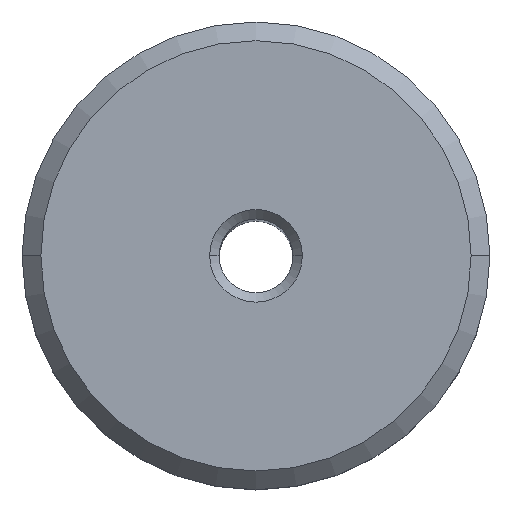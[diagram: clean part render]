
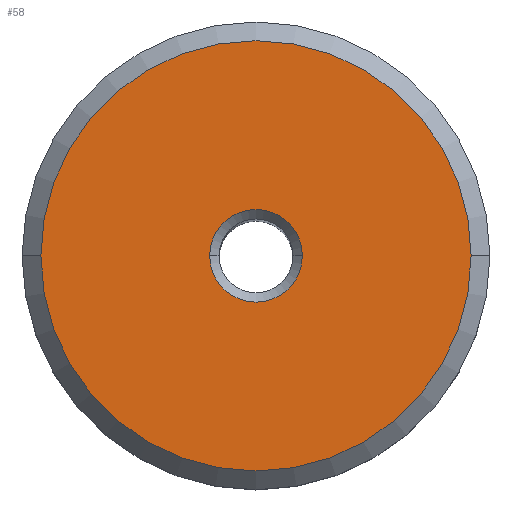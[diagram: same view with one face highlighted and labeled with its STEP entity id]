
A CAD part, top view. The second image highlights one B-rep face of the part: STEP entity #58.
In plain terms, the highlighted planar face has unit normal (0, 0, 1).
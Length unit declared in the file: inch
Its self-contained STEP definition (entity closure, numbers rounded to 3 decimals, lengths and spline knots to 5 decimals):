
#21 = ORIENTED_EDGE ( 'NONE', *, *, #906, .T. ) ;
#22 = CARTESIAN_POINT ( 'NONE',  ( 0.34402, 0., 0. ) ) ;
#49 = AXIS2_PLACEMENT_3D ( 'NONE', #456, #539, #114 ) ;
#58 = ADVANCED_FACE ( 'NONE', ( #1036, #112 ), #259, .F. ) ;
#69 = CIRCLE ( 'NONE', #49, 0.34402 ) ;
#71 = VERTEX_POINT ( 'NONE', #266 ) ;
#112 = FACE_BOUND ( 'NONE', #1090, .T. ) ;
#114 = DIRECTION ( 'NONE',  ( -1., 0., 0. ) ) ;
#122 = EDGE_CURVE ( 'NONE', #71, #894, #300, .T. ) ;
#140 = EDGE_CURVE ( 'NONE', #261, #380, #244, .T. ) ;
#193 = CIRCLE ( 'NONE', #316, 0.07405 ) ;
#194 = DIRECTION ( 'NONE',  ( -1., 0., 0. ) ) ;
#235 = ORIENTED_EDGE ( 'NONE', *, *, #122, .T. ) ;
#244 = CIRCLE ( 'NONE', #876, 0.07405 ) ;
#259 = PLANE ( 'NONE',  #985 ) ;
#261 = VERTEX_POINT ( 'NONE', #511 ) ;
#266 = CARTESIAN_POINT ( 'NONE',  ( -0.34402, 0., 0. ) ) ;
#276 = DIRECTION ( 'NONE',  ( -1., 0., 0. ) ) ;
#300 = CIRCLE ( 'NONE', #444, 0.34402 ) ;
#316 = AXIS2_PLACEMENT_3D ( 'NONE', #796, #1060, #956 ) ;
#337 = ORIENTED_EDGE ( 'NONE', *, *, #919, .T. ) ;
#380 = VERTEX_POINT ( 'NONE', #1050 ) ;
#425 = ORIENTED_EDGE ( 'NONE', *, *, #140, .T. ) ;
#444 = AXIS2_PLACEMENT_3D ( 'NONE', #707, #1052, #276 ) ;
#456 = CARTESIAN_POINT ( 'NONE',  ( 0., 0., 0. ) ) ;
#511 = CARTESIAN_POINT ( 'NONE',  ( -0.07405, 0., 0. ) ) ;
#526 = EDGE_LOOP ( 'NONE', ( #235, #21 ) ) ;
#539 = DIRECTION ( 'NONE',  ( 0., 0., 1. ) ) ;
#542 = DIRECTION ( 'NONE',  ( -1., 0., 0. ) ) ;
#607 = CARTESIAN_POINT ( 'NONE',  ( 0., 0.37402, 0. ) ) ;
#652 = DIRECTION ( 'NONE',  ( 0., 0., -1. ) ) ;
#707 = CARTESIAN_POINT ( 'NONE',  ( 0., 0., 0. ) ) ;
#786 = DIRECTION ( 'NONE',  ( 0., 0., -1. ) ) ;
#796 = CARTESIAN_POINT ( 'NONE',  ( 0., 0., 0. ) ) ;
#807 = CARTESIAN_POINT ( 'NONE',  ( 0., 0., 0. ) ) ;
#876 = AXIS2_PLACEMENT_3D ( 'NONE', #807, #652, #542 ) ;
#894 = VERTEX_POINT ( 'NONE', #22 ) ;
#906 = EDGE_CURVE ( 'NONE', #894, #71, #69, .T. ) ;
#919 = EDGE_CURVE ( 'NONE', #380, #261, #193, .T. ) ;
#956 = DIRECTION ( 'NONE',  ( -1., 0., 0. ) ) ;
#985 = AXIS2_PLACEMENT_3D ( 'NONE', #607, #786, #194 ) ;
#1036 = FACE_OUTER_BOUND ( 'NONE', #526, .T. ) ;
#1050 = CARTESIAN_POINT ( 'NONE',  ( 0.07405, 0., 0. ) ) ;
#1052 = DIRECTION ( 'NONE',  ( 0., 0., 1. ) ) ;
#1060 = DIRECTION ( 'NONE',  ( 0., 0., -1. ) ) ;
#1090 = EDGE_LOOP ( 'NONE', ( #337, #425 ) ) ;
